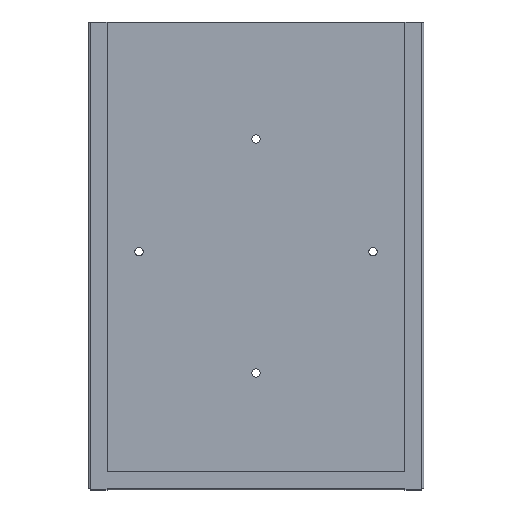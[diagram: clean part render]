
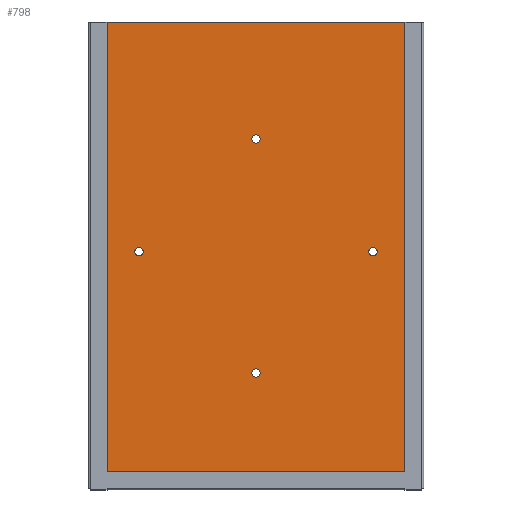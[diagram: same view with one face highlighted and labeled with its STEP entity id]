
A CAD part, top view. The second image highlights one B-rep face of the part: STEP entity #798.
In plain terms, the highlighted planar face has unit normal (0, 0, 1).
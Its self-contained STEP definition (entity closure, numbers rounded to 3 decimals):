
#7 = LINE ( 'NONE', #1069, #820 ) ;
#10 = ORIENTED_EDGE ( 'NONE', *, *, #61, .T. ) ;
#22 = ORIENTED_EDGE ( 'NONE', *, *, #78, .T. ) ;
#44 = AXIS2_PLACEMENT_3D ( 'NONE', #885, #624, #972 ) ;
#46 = DIRECTION ( 'NONE',  ( 1., 0., 0. ) ) ;
#48 = CARTESIAN_POINT ( 'NONE',  ( 99.531, -151.497, 1. ) ) ;
#51 = AXIS2_PLACEMENT_3D ( 'NONE', #1096, #909, #1006 ) ;
#54 = VECTOR ( 'NONE', #142, 1000. ) ;
#57 = DIRECTION ( 'NONE',  ( 0., 0., -1. ) ) ;
#61 = EDGE_CURVE ( 'NONE', #475, #774, #937, .T. ) ;
#67 = CARTESIAN_POINT ( 'NONE',  ( -6.719, -77.747, 1. ) ) ;
#78 = EDGE_CURVE ( 'NONE', #861, #264, #612, .T. ) ;
#80 = AXIS2_PLACEMENT_3D ( 'NONE', #863, #346, #422 ) ;
#88 = CARTESIAN_POINT ( 'NONE',  ( -112.969, 147.253, 1. ) ) ;
#117 = VECTOR ( 'NONE', #530, 1000. ) ;
#121 = EDGE_LOOP ( 'NONE', ( #10, #130 ) ) ;
#123 = ORIENTED_EDGE ( 'NONE', *, *, #425, .T. ) ;
#130 = ORIENTED_EDGE ( 'NONE', *, *, #335, .T. ) ;
#131 = EDGE_CURVE ( 'NONE', #439, #617, #184, .T. ) ;
#134 = CARTESIAN_POINT ( 'NONE',  ( 99.531, 147.253, 1. ) ) ;
#142 = DIRECTION ( 'NONE',  ( 1., 0., 0. ) ) ;
#164 = AXIS2_PLACEMENT_3D ( 'NONE', #486, #1106, #573 ) ;
#165 = EDGE_LOOP ( 'NONE', ( #22, #585 ) ) ;
#182 = EDGE_CURVE ( 'NONE', #995, #571, #741, .T. ) ;
#184 = CIRCLE ( 'NONE', #409, 2.7 ) ;
#203 = EDGE_LOOP ( 'NONE', ( #1113, #417 ) ) ;
#208 = DIRECTION ( 'NONE',  ( 0., 0., -1. ) ) ;
#214 = DIRECTION ( 'NONE',  ( 0., 0., -1. ) ) ;
#219 = LINE ( 'NONE', #526, #117 ) ;
#236 = VERTEX_POINT ( 'NONE', #917 ) ;
#259 = CARTESIAN_POINT ( 'NONE',  ( 70.981, 0., 1. ) ) ;
#264 = VERTEX_POINT ( 'NONE', #523 ) ;
#274 = PLANE ( 'NONE',  #44 ) ;
#283 = EDGE_CURVE ( 'NONE', #403, #376, #568, .T. ) ;
#324 = CIRCLE ( 'NONE', #604, 2.7 ) ;
#331 = CIRCLE ( 'NONE', #556, 2.7 ) ;
#335 = EDGE_CURVE ( 'NONE', #774, #475, #331, .T. ) ;
#346 = DIRECTION ( 'NONE',  ( 0., 0., -1. ) ) ;
#370 = CIRCLE ( 'NONE', #164, 2.7 ) ;
#376 = VERTEX_POINT ( 'NONE', #134 ) ;
#381 = CIRCLE ( 'NONE', #80, 2.7 ) ;
#397 = CARTESIAN_POINT ( 'NONE',  ( -6.719, -151.497, 1. ) ) ;
#403 = VERTEX_POINT ( 'NONE', #88 ) ;
#405 = ORIENTED_EDGE ( 'NONE', *, *, #713, .T. ) ;
#409 = AXIS2_PLACEMENT_3D ( 'NONE', #566, #768, #572 ) ;
#417 = ORIENTED_EDGE ( 'NONE', *, *, #843, .T. ) ;
#422 = DIRECTION ( 'NONE',  ( 1., 0., 0. ) ) ;
#425 = EDGE_CURVE ( 'NONE', #236, #1109, #381, .T. ) ;
#426 = EDGE_LOOP ( 'NONE', ( #405, #123 ) ) ;
#439 = VERTEX_POINT ( 'NONE', #855 ) ;
#459 = DIRECTION ( 'NONE',  ( 0., 0., -1. ) ) ;
#474 = CARTESIAN_POINT ( 'NONE',  ( 68.281, 0., 1. ) ) ;
#475 = VERTEX_POINT ( 'NONE', #259 ) ;
#486 = CARTESIAN_POINT ( 'NONE',  ( -81.719, 0., 1. ) ) ;
#523 = CARTESIAN_POINT ( 'NONE',  ( -9.419, 72.253, 1. ) ) ;
#526 = CARTESIAN_POINT ( 'NONE',  ( -112.969, -2.747, 1. ) ) ;
#530 = DIRECTION ( 'NONE',  ( 0., -1., 0. ) ) ;
#542 = AXIS2_PLACEMENT_3D ( 'NONE', #474, #459, #46 ) ;
#547 = FACE_BOUND ( 'NONE', #121, .T. ) ;
#548 = DIRECTION ( 'NONE',  ( 1., 0., 0. ) ) ;
#556 = AXIS2_PLACEMENT_3D ( 'NONE', #641, #208, #1076 ) ;
#566 = CARTESIAN_POINT ( 'NONE',  ( -6.719, -77.747, 1. ) ) ;
#568 = LINE ( 'NONE', #686, #766 ) ;
#571 = VERTEX_POINT ( 'NONE', #48 ) ;
#572 = DIRECTION ( 'NONE',  ( 1., 0., 0. ) ) ;
#573 = DIRECTION ( 'NONE',  ( 1., 0., 0. ) ) ;
#574 = FACE_BOUND ( 'NONE', #203, .T. ) ;
#585 = ORIENTED_EDGE ( 'NONE', *, *, #828, .T. ) ;
#603 = ORIENTED_EDGE ( 'NONE', *, *, #1061, .T. ) ;
#604 = AXIS2_PLACEMENT_3D ( 'NONE', #67, #57, #655 ) ;
#605 = DIRECTION ( 'NONE',  ( 1., 0., 0. ) ) ;
#606 = CARTESIAN_POINT ( 'NONE',  ( -79.019, 0., 1. ) ) ;
#611 = EDGE_CURVE ( 'NONE', #571, #376, #7, .T. ) ;
#612 = CIRCLE ( 'NONE', #1051, 2.7 ) ;
#617 = VERTEX_POINT ( 'NONE', #800 ) ;
#624 = DIRECTION ( 'NONE',  ( 0., 0., 1. ) ) ;
#638 = CARTESIAN_POINT ( 'NONE',  ( 65.581, 0., 1. ) ) ;
#641 = CARTESIAN_POINT ( 'NONE',  ( 68.281, 0., 1. ) ) ;
#650 = ORIENTED_EDGE ( 'NONE', *, *, #283, .F. ) ;
#655 = DIRECTION ( 'NONE',  ( 1., 0., 0. ) ) ;
#686 = CARTESIAN_POINT ( 'NONE',  ( -114.219, 147.253, 1. ) ) ;
#713 = EDGE_CURVE ( 'NONE', #1109, #236, #370, .T. ) ;
#741 = LINE ( 'NONE', #397, #54 ) ;
#766 = VECTOR ( 'NONE', #605, 1000. ) ;
#768 = DIRECTION ( 'NONE',  ( 0., 0., -1. ) ) ;
#770 = CIRCLE ( 'NONE', #51, 2.7 ) ;
#774 = VERTEX_POINT ( 'NONE', #638 ) ;
#779 = FACE_BOUND ( 'NONE', #426, .T. ) ;
#787 = FACE_OUTER_BOUND ( 'NONE', #865, .T. ) ;
#795 = DIRECTION ( 'NONE',  ( 0., 1., 0. ) ) ;
#798 = ADVANCED_FACE ( 'NONE', ( #787, #547, #574, #842, #779 ), #274, .T. ) ;
#800 = CARTESIAN_POINT ( 'NONE',  ( -9.419, -77.747, 1. ) ) ;
#820 = VECTOR ( 'NONE', #795, 1000. ) ;
#828 = EDGE_CURVE ( 'NONE', #264, #861, #770, .T. ) ;
#842 = FACE_BOUND ( 'NONE', #165, .T. ) ;
#843 = EDGE_CURVE ( 'NONE', #617, #439, #324, .T. ) ;
#855 = CARTESIAN_POINT ( 'NONE',  ( -4.019, -77.747, 1. ) ) ;
#861 = VERTEX_POINT ( 'NONE', #1011 ) ;
#863 = CARTESIAN_POINT ( 'NONE',  ( -81.719, 0., 1. ) ) ;
#865 = EDGE_LOOP ( 'NONE', ( #650, #603, #922, #928 ) ) ;
#885 = CARTESIAN_POINT ( 'NONE',  ( -6.719, -2.747, 1. ) ) ;
#909 = DIRECTION ( 'NONE',  ( 0., 0., -1. ) ) ;
#917 = CARTESIAN_POINT ( 'NONE',  ( -84.419, 0., 1. ) ) ;
#922 = ORIENTED_EDGE ( 'NONE', *, *, #182, .T. ) ;
#928 = ORIENTED_EDGE ( 'NONE', *, *, #611, .T. ) ;
#937 = CIRCLE ( 'NONE', #542, 2.7 ) ;
#945 = CARTESIAN_POINT ( 'NONE',  ( -112.969, -151.497, 1. ) ) ;
#972 = DIRECTION ( 'NONE',  ( 1., 0., 0. ) ) ;
#995 = VERTEX_POINT ( 'NONE', #945 ) ;
#1006 = DIRECTION ( 'NONE',  ( 1., 0., 0. ) ) ;
#1011 = CARTESIAN_POINT ( 'NONE',  ( -4.019, 72.253, 1. ) ) ;
#1051 = AXIS2_PLACEMENT_3D ( 'NONE', #1081, #214, #548 ) ;
#1061 = EDGE_CURVE ( 'NONE', #403, #995, #219, .T. ) ;
#1069 = CARTESIAN_POINT ( 'NONE',  ( 99.531, -2.747, 1. ) ) ;
#1076 = DIRECTION ( 'NONE',  ( 1., 0., 0. ) ) ;
#1081 = CARTESIAN_POINT ( 'NONE',  ( -6.719, 72.253, 1. ) ) ;
#1096 = CARTESIAN_POINT ( 'NONE',  ( -6.719, 72.253, 1. ) ) ;
#1106 = DIRECTION ( 'NONE',  ( 0., 0., -1. ) ) ;
#1109 = VERTEX_POINT ( 'NONE', #606 ) ;
#1113 = ORIENTED_EDGE ( 'NONE', *, *, #131, .T. ) ;
